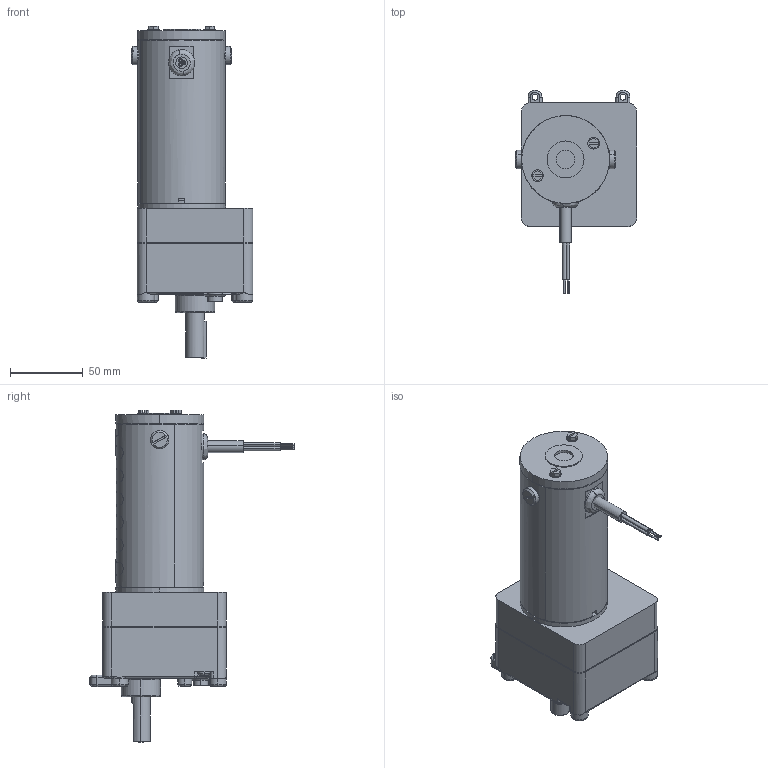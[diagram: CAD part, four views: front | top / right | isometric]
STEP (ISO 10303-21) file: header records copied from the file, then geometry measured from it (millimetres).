
FILE_DESCRIPTION (( 'STEP AP214' ), '1' );
FILE_NAME ('VP1B-90V-5139.STEP', '2025-01-23T15:38:51', ( '' ), ( '' ), 'SwSTEP 2.0', 'SolidWorks 2021', '' );
FILE_SCHEMA (( 'AUTOMOTIVE_DESIGN' ));
Length unit declared in the file: inch
Products named in the file (1): VP1B-90V-5139
Bounding box: 83.39 x 140.11 x 227.95 mm (x, y, z)
Volume: 201292.1 mm3; surface area: 145492.4 mm2
Topology: 20 solids, 20 shells, 916 faces, 2327 edges, 1498 vertices
Faces by surface type: cylinder 422, plane 340, bspline 93, cone 61
Entity records: 40278 total; most frequent: CARTESIAN_POINT 18331, ORIENTED_EDGE 4642, DIRECTION 4459, EDGE_CURVE 2321, AXIS2_PLACEMENT_3D 1683, VERTEX_POINT 1498, VECTOR 1093, LINE 1093
